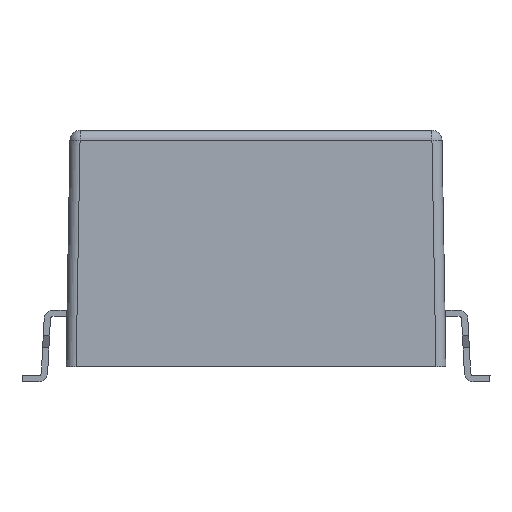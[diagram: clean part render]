
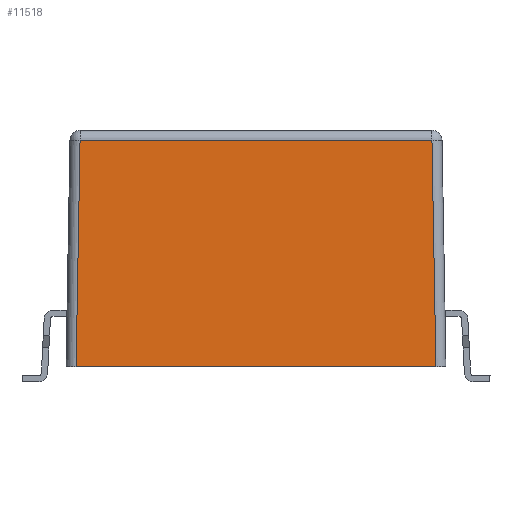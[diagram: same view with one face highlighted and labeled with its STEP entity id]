
A CAD part, front view. The second image highlights one B-rep face of the part: STEP entity #11518.
In plain terms, the highlighted face is planar.
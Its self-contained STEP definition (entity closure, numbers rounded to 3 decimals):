
#2523=ORIENTED_EDGE('',*,*,#3923,.T.);
#2524=ORIENTED_EDGE('',*,*,#3938,.T.);
#2525=ORIENTED_EDGE('',*,*,#3939,.T.);
#2526=ORIENTED_EDGE('',*,*,#3940,.T.);
#3923=EDGE_CURVE('',#4742,#4741,#5659,.T.);
#3938=EDGE_CURVE('',#4741,#4755,#5673,.T.);
#3939=EDGE_CURVE('',#4755,#4756,#5674,.T.);
#3940=EDGE_CURVE('',#4756,#4742,#5675,.T.);
#4741=VERTEX_POINT('',#17350);
#4742=VERTEX_POINT('',#17352);
#4755=VERTEX_POINT('',#17383);
#4756=VERTEX_POINT('',#17385);
#5659=LINE('',#17351,#6584);
#5673=LINE('',#17382,#6598);
#5674=LINE('',#17384,#6599);
#5675=LINE('',#17386,#6600);
#6584=VECTOR('',#14114,1000.);
#6598=VECTOR('',#14136,1000.);
#6599=VECTOR('',#14137,1000.);
#6600=VECTOR('',#14138,1000.);
#7055=EDGE_LOOP('',(#2523,#2524,#2525,#2526));
#7547=FACE_BOUND('',#7055,.T.);
#7951=PLANE('',#12094);
#11518=ADVANCED_FACE('',(#7547),#7951,.T.);
#12094=AXIS2_PLACEMENT_3D('',#17381,#14134,#14135);
#14114=DIRECTION('',(0.,1.,0.));
#14134=DIRECTION('',(1.,0.,0.017));
#14135=DIRECTION('',(0.017,0.,-1.));
#14136=DIRECTION('',(-0.017,-0.017,1.));
#14137=DIRECTION('',(0.,-1.,0.));
#14138=DIRECTION('',(0.017,-0.017,-1.));
#17350=CARTESIAN_POINT('',(12.075,7.15,0.));
#17351=CARTESIAN_POINT('',(12.075,7.55,0.));
#17352=CARTESIAN_POINT('',(12.075,-7.15,0.));
#17381=CARTESIAN_POINT('',(12.075,7.55,0.));
#17382=CARTESIAN_POINT('',(12.075,7.15,-0.007));
#17383=CARTESIAN_POINT('',(11.918,6.993,9.007));
#17384=CARTESIAN_POINT('',(11.918,-7.386,9.007));
#17385=CARTESIAN_POINT('',(11.918,-6.993,9.007));
#17386=CARTESIAN_POINT('',(12.071,-7.146,0.256));
